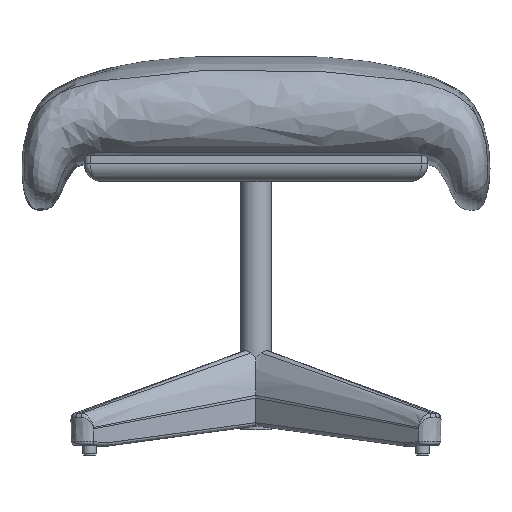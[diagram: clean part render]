
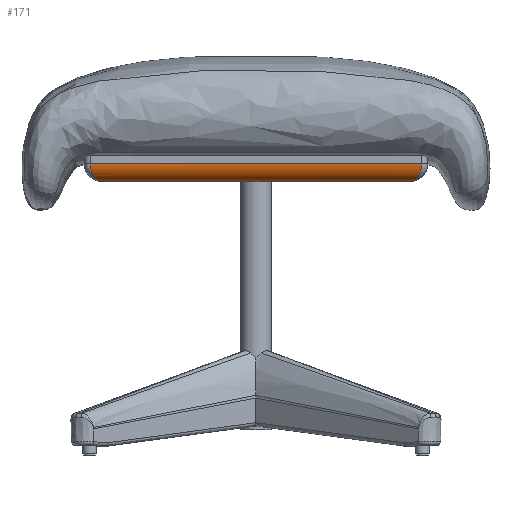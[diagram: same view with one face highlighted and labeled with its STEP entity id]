
A CAD part, left-side view. The second image highlights one B-rep face of the part: STEP entity #171.
In plain terms, the highlighted cylindrical face has radius 20 mm (diameter 40 mm), a partial arc.
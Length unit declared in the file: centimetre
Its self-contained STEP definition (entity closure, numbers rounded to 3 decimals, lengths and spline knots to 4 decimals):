
#171=ADVANCED_FACE('',(#354),#2766,.T.);
#354=FACE_OUTER_BOUND('',#537,.T.);
#537=EDGE_LOOP('',(#777,#778,#779,#780));
#777=ORIENTED_EDGE('',*,*,#1624,.F.);
#778=ORIENTED_EDGE('',*,*,#1613,.T.);
#779=ORIENTED_EDGE('',*,*,#1626,.F.);
#780=ORIENTED_EDGE('',*,*,#1602,.F.);
#1602=EDGE_CURVE('',#2447,#2448,#2276,.T.);
#1613=EDGE_CURVE('',#2456,#2453,#2287,.T.);
#1624=EDGE_CURVE('',#2456,#2447,#2019,.T.);
#1626=EDGE_CURVE('',#2448,#2453,#2021,.T.);
#2019=(
BOUNDED_CURVE()
B_SPLINE_CURVE(3,(#3569,#3570,#3571,#3572,#3573,#3574,#3575,#3576,#3577,
#3578,#3579,#3580,#3581,#3582,#3583,#3584,#3585,#3586),.UNSPECIFIED.,.F.,
 .F.)
B_SPLINE_CURVE_WITH_KNOTS((4,1,1,1,1,1,1,1,1,1,1,1,1,1,1,4),(-21.3885,
-20.7014,-20.0143,-19.3272,-18.6401,
-17.8483,-17.0564,-15.4728,-13.9213,
-12.3698,-10.894,-9.4182,-6.677,
-4.1659,-1.8677,0.),.UNSPECIFIED.)
CURVE()
GEOMETRIC_REPRESENTATION_ITEM()
RATIONAL_B_SPLINE_CURVE((1.,1.,1.,1.,1.,1.,1.,1.,1.,1.,1.,1.,1.,1.,1.,1.,
1.,1.))
REPRESENTATION_ITEM('')
);
#2021=(
BOUNDED_CURVE()
B_SPLINE_CURVE(3,(#3590,#3591,#3592,#3593,#3594,#3595,#3596,#3597,#3598,
#3599,#3600,#3601,#3602,#3603,#3604,#3605,#3606,#3607),.UNSPECIFIED.,.F.,
 .F.)
B_SPLINE_CURVE_WITH_KNOTS((4,1,1,1,1,1,1,1,1,1,1,1,1,1,1,4),(0.,1.8677,
4.1659,6.677,9.4182,10.894,12.3698,
13.9213,15.4728,17.0564,17.8483,18.6401,
19.3272,20.0143,20.7014,21.3885),
 .UNSPECIFIED.)
CURVE()
GEOMETRIC_REPRESENTATION_ITEM()
RATIONAL_B_SPLINE_CURVE((1.,1.,1.,1.,1.,1.,1.,1.,1.,1.,1.,
1.,1.,1.,1.,1.,1.,1.))
REPRESENTATION_ITEM('')
);
#2276=B_SPLINE_CURVE_WITH_KNOTS('',1,(#3471,#3472),.UNSPECIFIED.,.F.,.F.,
(2,2),(7.,383.),.UNSPECIFIED.);
#2287=B_SPLINE_CURVE_WITH_KNOTS('',1,(#3493,#3494),.UNSPECIFIED.,.F.,.F.,
(2,2),(20.,370.),.UNSPECIFIED.);
#2447=VERTEX_POINT('',#3355);
#2448=VERTEX_POINT('',#3356);
#2453=VERTEX_POINT('',#3361);
#2456=VERTEX_POINT('',#3364);
#2766=CYLINDRICAL_SURFACE('',#2902,2.);
#2902=AXIS2_PLACEMENT_3D('',#3088,#2995,$);
#2995=DIRECTION('',(0.,-1.,0.));
#3088=CARTESIAN_POINT('',(-24.5,19.5,-1.));
#3355=CARTESIAN_POINT('',(-26.5,38.3,-1.));
#3356=CARTESIAN_POINT('',(-26.5,0.7,-1.));
#3361=CARTESIAN_POINT('',(-24.5,2.,-3.));
#3364=CARTESIAN_POINT('',(-24.5,37.,-3.));
#3471=CARTESIAN_POINT('',(-26.5,38.3,-1.));
#3472=CARTESIAN_POINT('',(-26.5,0.7,-1.));
#3493=CARTESIAN_POINT('',(-24.5,37.,-3.));
#3494=CARTESIAN_POINT('',(-24.5,2.,-3.));
#3569=CARTESIAN_POINT('',(-24.5,37.,-3.));
#3570=CARTESIAN_POINT('',(-24.62,37.0767,-2.9998));
#3571=CARTESIAN_POINT('',(-24.81,37.1997,-2.9801));
#3572=CARTESIAN_POINT('',(-24.9868,37.3158,-2.9415));
#3573=CARTESIAN_POINT('',(-25.0938,37.3861,-2.9105));
#3574=CARTESIAN_POINT('',(-25.1704,37.4358,-2.8849));
#3575=CARTESIAN_POINT('',(-25.2506,37.4876,-2.8546));
#3576=CARTESIAN_POINT('',(-25.3609,37.559,-2.8069));
#3577=CARTESIAN_POINT('',(-25.4937,37.6461,-2.7388));
#3578=CARTESIAN_POINT('',(-25.6488,37.747,-2.6407));
#3579=CARTESIAN_POINT('',(-25.7951,37.8418,-2.5278));
#3580=CARTESIAN_POINT('',(-25.9317,37.9305,-2.4006));
#3581=CARTESIAN_POINT('',(-26.0934,38.0358,-2.2193));
#3582=CARTESIAN_POINT('',(-26.2627,38.1458,-1.9682));
#3583=CARTESIAN_POINT('',(-26.4071,38.2396,-1.6364));
#3584=CARTESIAN_POINT('',(-26.4845,38.29,-1.3095));
#3585=CARTESIAN_POINT('',(-26.5,38.3,-1.0958));
#3586=CARTESIAN_POINT('',(-26.5,38.3,-1.));
#3590=CARTESIAN_POINT('',(-26.5,0.7,-1.));
#3591=CARTESIAN_POINT('',(-26.5,0.7,-1.0958));
#3592=CARTESIAN_POINT('',(-26.4845,0.71,-1.3095));
#3593=CARTESIAN_POINT('',(-26.4071,0.7604,-1.6364));
#3594=CARTESIAN_POINT('',(-26.2627,0.8542,-1.9682));
#3595=CARTESIAN_POINT('',(-26.0934,0.9642,-2.2193));
#3596=CARTESIAN_POINT('',(-25.9317,1.0695,-2.4006));
#3597=CARTESIAN_POINT('',(-25.7951,1.1582,-2.5278));
#3598=CARTESIAN_POINT('',(-25.6488,1.253,-2.6407));
#3599=CARTESIAN_POINT('',(-25.4937,1.3539,-2.7388));
#3600=CARTESIAN_POINT('',(-25.3609,1.441,-2.8069));
#3601=CARTESIAN_POINT('',(-25.2506,1.5124,-2.8546));
#3602=CARTESIAN_POINT('',(-25.1704,1.5642,-2.8849));
#3603=CARTESIAN_POINT('',(-25.0938,1.6139,-2.9105));
#3604=CARTESIAN_POINT('',(-24.9868,1.6842,-2.9415));
#3605=CARTESIAN_POINT('',(-24.81,1.8003,-2.9801));
#3606=CARTESIAN_POINT('',(-24.62,1.9233,-2.9998));
#3607=CARTESIAN_POINT('',(-24.5,2.,-3.));
